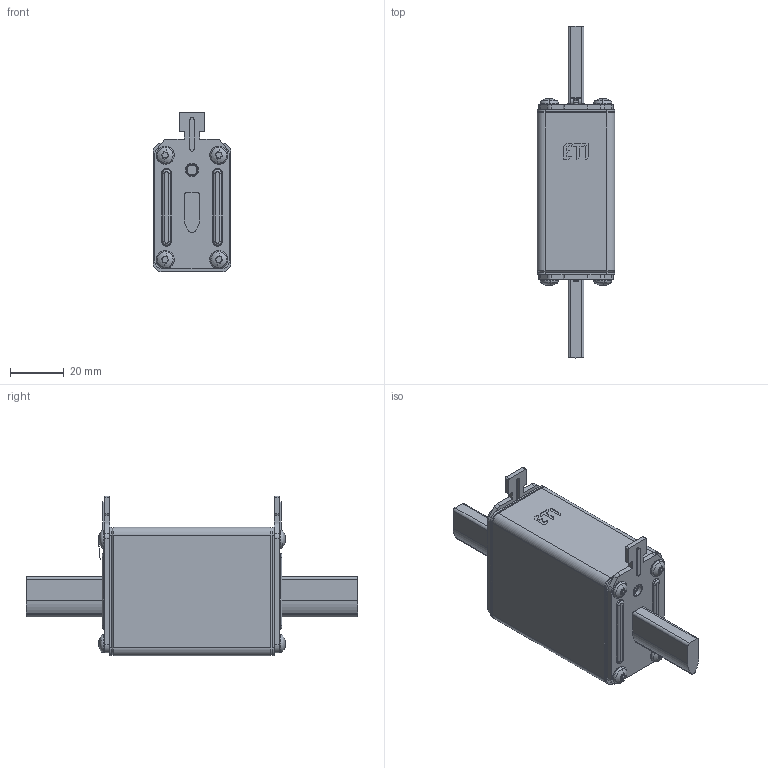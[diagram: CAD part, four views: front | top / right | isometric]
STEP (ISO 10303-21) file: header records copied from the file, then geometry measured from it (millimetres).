
FILE_DESCRIPTION((''),'2;1');
FILE_NAME('004362205_ASM','2021-11-04T',('said.beganovic'),('Audax d.o.o.'),'CREO PARAMETRIC BY PTC INC, 2017020','CREO PARAMETRIC BY PTC INC, 2017020','');
FILE_SCHEMA(('AUTOMOTIVE_DESIGN { 1 0 10303 214 1 1 1 1 }'));
Length unit declared in the file: millimetre
Products named in the file (10): 0000011541; 0000011548; 0000032466; 0000033441; 0000044563_ASM; 0000011586_AF0; 0000011599; 0000011580; 0000033225; 004362205_ASM
Assembly tree (18 placements, depth 3):
  004362205_ASM
    0000011541
    0000011548  x2
    0000044563_ASM  x2
      0000032466
      0000033441
    0000011586_AF0
    0000011599
    0000011580
    0000033225  x8
Bounding box: 29 x 124 x 59.5 mm (x, y, z)
Volume: 94908.4 mm3; surface area: 28973 mm2
Topology: 18 solids, 38 shells, 1179 faces, 2846 edges, 1736 vertices
Faces by surface type: plane 539, cylinder 485, bspline 51, torus 48, cone 40, sphere 16
Entity records: 26846 total; most frequent: CARTESIAN_POINT 6931, DIRECTION 2366, ORIENTED_EDGE 2116, PRESENTATION_STYLE_ASSIGNMENT 1547, STYLED_ITEM 1496, CURVE_STYLE 1080, EDGE_CURVE 1080, AXIS2_PLACEMENT_3D 889
